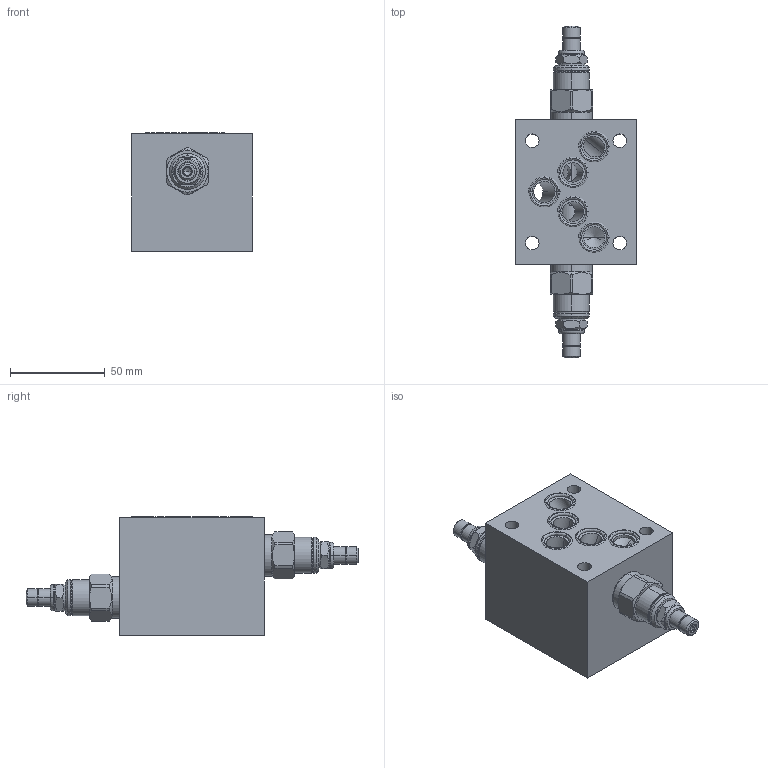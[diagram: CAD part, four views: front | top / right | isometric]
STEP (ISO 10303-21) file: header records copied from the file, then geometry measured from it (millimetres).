
FILE_DESCRIPTION((''),'2;1');
FILE_NAME('RPECLAN-CBI_ASM','2019-08-05T',('ProEService'),(''),'PRO/ENGINEER BY PARAMETRIC TECHNOLOGY CORPORATION, 2014200','PRO/ENGINEER BY PARAMETRIC TECHNOLOGY CORPORATION, 2014200','');
FILE_SCHEMA(('CONFIG_CONTROL_DESIGN'));
Length unit declared in the file: inch
Products named in the file (4): 151-205; RPECLAN; 500-001-014; RPECLAN-CBI_ASM
Assembly tree (8 placements, depth 2):
  RPECLAN-CBI_ASM
    151-205
    RPECLAN  x2
    500-001-014  x5
Bounding box: 63.5 x 174.85 x 62.43 mm (x, y, z)
Volume: 285240.4 mm3; surface area: 61516.7 mm2
Topology: 12 solids, 16 shells, 649 faces, 1724 edges, 1241 vertices
Faces by surface type: cylinder 272, plane 133, cone 130, torus 68, revolution 36, sphere 10
Entity records: 16229 total; most frequent: CARTESIAN_POINT 6436, DIRECTION 2071, ORIENTED_EDGE 1796, EDGE_CURVE 898, AXIS2_PLACEMENT_3D 791, VERTEX_POINT 562, VECTOR 477, LINE 477
